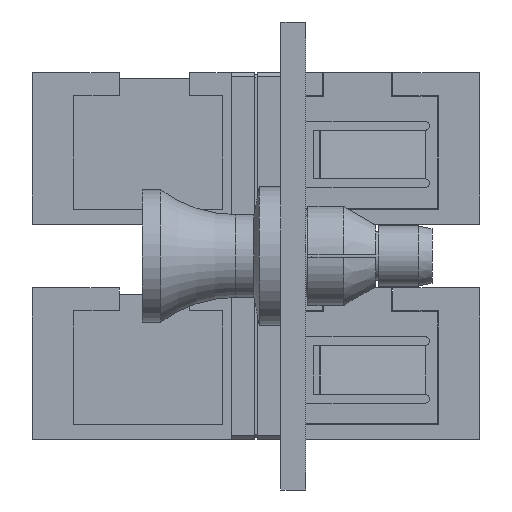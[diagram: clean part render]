
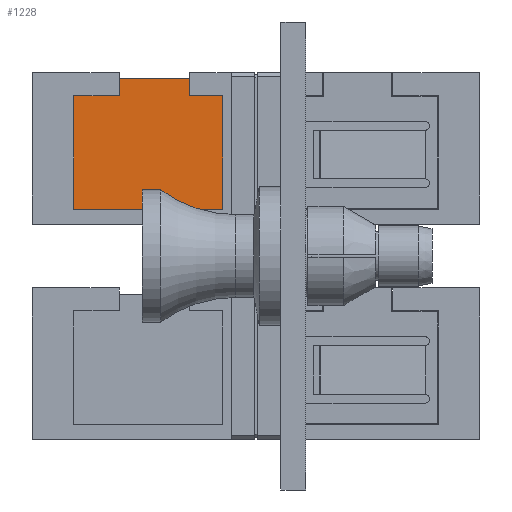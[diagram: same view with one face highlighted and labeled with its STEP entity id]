
A CAD part, left-side view. The second image highlights one B-rep face of the part: STEP entity #1228.
In plain terms, the highlighted face is planar.
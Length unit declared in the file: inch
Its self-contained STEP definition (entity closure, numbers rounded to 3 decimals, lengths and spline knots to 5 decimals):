
#228 = ORIENTED_EDGE ( 'NONE', *, *, #3326, .T. ) ;
#319 = DIRECTION ( 'NONE',  ( -1., 0., 0. ) ) ;
#424 = VECTOR ( 'NONE', #1425, 39.37008 ) ;
#883 = DIRECTION ( 'NONE',  ( 0., 0., -1. ) ) ;
#1072 = PLANE ( 'NONE',  #2683 ) ;
#1161 = EDGE_CURVE ( 'NONE', #3287, #4139, #4038, .T. ) ;
#1228 = ADVANCED_FACE ( 'NONE', ( #9151 ), #1072, .F. ) ;
#1247 = ORIENTED_EDGE ( 'NONE', *, *, #6811, .F. ) ;
#1301 = VERTEX_POINT ( 'NONE', #9395 ) ;
#1335 = LINE ( 'NONE', #4807, #7663 ) ;
#1425 = DIRECTION ( 'NONE',  ( 0., 1., 0. ) ) ;
#1432 = LINE ( 'NONE', #2946, #424 ) ;
#1480 = EDGE_CURVE ( 'NONE', #4139, #9752, #7086, .T. ) ;
#1515 = EDGE_CURVE ( 'NONE', #9752, #4617, #10555, .T. ) ;
#1601 = DIRECTION ( 'NONE',  ( 0., 0., -1. ) ) ;
#1789 = EDGE_LOOP ( 'NONE', ( #10395, #5309, #2255, #3619, #6718, #228, #3557, #1247 ) ) ;
#2255 = ORIENTED_EDGE ( 'NONE', *, *, #1515, .T. ) ;
#2286 = LINE ( 'NONE', #4801, #2700 ) ;
#2683 = AXIS2_PLACEMENT_3D ( 'NONE', #2746, #319, #6728 ) ;
#2700 = VECTOR ( 'NONE', #10528, 39.37008 ) ;
#2746 = CARTESIAN_POINT ( 'NONE',  ( 0.49, -0.08, 0.1275 ) ) ;
#2800 = DIRECTION ( 'NONE',  ( 0., 0., 1. ) ) ;
#2946 = CARTESIAN_POINT ( 'NONE',  ( 0.49, -0.44, -0.1475 ) ) ;
#3242 = EDGE_CURVE ( 'NONE', #4617, #9682, #1432, .T. ) ;
#3287 = VERTEX_POINT ( 'NONE', #7254 ) ;
#3317 = DIRECTION ( 'NONE',  ( 0., 1., 0. ) ) ;
#3326 = EDGE_CURVE ( 'NONE', #5305, #3598, #2286, .T. ) ;
#3557 = ORIENTED_EDGE ( 'NONE', *, *, #7177, .T. ) ;
#3598 = VERTEX_POINT ( 'NONE', #4348 ) ;
#3619 = ORIENTED_EDGE ( 'NONE', *, *, #3242, .T. ) ;
#4038 = LINE ( 'NONE', #5723, #9650 ) ;
#4139 = VERTEX_POINT ( 'NONE', #8283 ) ;
#4266 = CARTESIAN_POINT ( 'NONE',  ( 0.49, -0.44, 0.1275 ) ) ;
#4348 = CARTESIAN_POINT ( 'NONE',  ( 0.49, -0.16, 0.1275 ) ) ;
#4617 = VERTEX_POINT ( 'NONE', #9182 ) ;
#4785 = VECTOR ( 'NONE', #7233, 39.37008 ) ;
#4801 = CARTESIAN_POINT ( 'NONE',  ( 0.49, -0.16, 0.1275 ) ) ;
#4807 = CARTESIAN_POINT ( 'NONE',  ( 0.49, -0.16, 0.168 ) ) ;
#4935 = CARTESIAN_POINT ( 'NONE',  ( 0.49, -0.08, 0.1275 ) ) ;
#5045 = DIRECTION ( 'NONE',  ( 0., 0., 1. ) ) ;
#5155 = CARTESIAN_POINT ( 'NONE',  ( 0.49, -0.08, -0.1475 ) ) ;
#5305 = VERTEX_POINT ( 'NONE', #5858 ) ;
#5309 = ORIENTED_EDGE ( 'NONE', *, *, #1480, .T. ) ;
#5723 = CARTESIAN_POINT ( 'NONE',  ( 0.49, -0.33, 0.1275 ) ) ;
#5858 = CARTESIAN_POINT ( 'NONE',  ( 0.49, -0.08, 0.1275 ) ) ;
#5987 = VECTOR ( 'NONE', #2800, 39.37008 ) ;
#6416 = CARTESIAN_POINT ( 'NONE',  ( 0.49, -0.44, 0.1275 ) ) ;
#6718 = ORIENTED_EDGE ( 'NONE', *, *, #9612, .T. ) ;
#6728 = DIRECTION ( 'NONE',  ( 0., 0., -1. ) ) ;
#6811 = EDGE_CURVE ( 'NONE', #3287, #1301, #1335, .T. ) ;
#6848 = CARTESIAN_POINT ( 'NONE',  ( 0.49, -0.16, 0.1275 ) ) ;
#7086 = LINE ( 'NONE', #6416, #4785 ) ;
#7177 = EDGE_CURVE ( 'NONE', #3598, #1301, #8396, .T. ) ;
#7233 = DIRECTION ( 'NONE',  ( 0., -1., 0. ) ) ;
#7254 = CARTESIAN_POINT ( 'NONE',  ( 0.49, -0.33, 0.168 ) ) ;
#7663 = VECTOR ( 'NONE', #3317, 39.37008 ) ;
#8283 = CARTESIAN_POINT ( 'NONE',  ( 0.49, -0.33, 0.1275 ) ) ;
#8396 = LINE ( 'NONE', #6848, #5987 ) ;
#9084 = VECTOR ( 'NONE', #5045, 39.37008 ) ;
#9151 = FACE_OUTER_BOUND ( 'NONE', #1789, .T. ) ;
#9182 = CARTESIAN_POINT ( 'NONE',  ( 0.49, -0.44, -0.1475 ) ) ;
#9395 = CARTESIAN_POINT ( 'NONE',  ( 0.49, -0.16, 0.168 ) ) ;
#9612 = EDGE_CURVE ( 'NONE', #9682, #5305, #9862, .T. ) ;
#9638 = VECTOR ( 'NONE', #1601, 39.37008 ) ;
#9650 = VECTOR ( 'NONE', #883, 39.37008 ) ;
#9682 = VERTEX_POINT ( 'NONE', #5155 ) ;
#9698 = CARTESIAN_POINT ( 'NONE',  ( 0.49, -0.44, 0.1275 ) ) ;
#9752 = VERTEX_POINT ( 'NONE', #4266 ) ;
#9862 = LINE ( 'NONE', #4935, #9084 ) ;
#10395 = ORIENTED_EDGE ( 'NONE', *, *, #1161, .T. ) ;
#10528 = DIRECTION ( 'NONE',  ( 0., -1., 0. ) ) ;
#10555 = LINE ( 'NONE', #9698, #9638 ) ;
